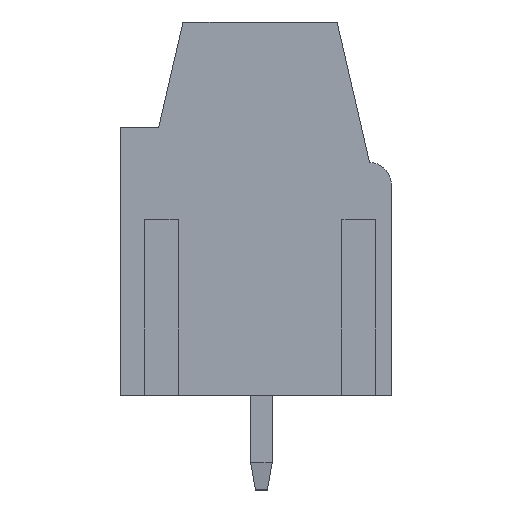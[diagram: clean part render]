
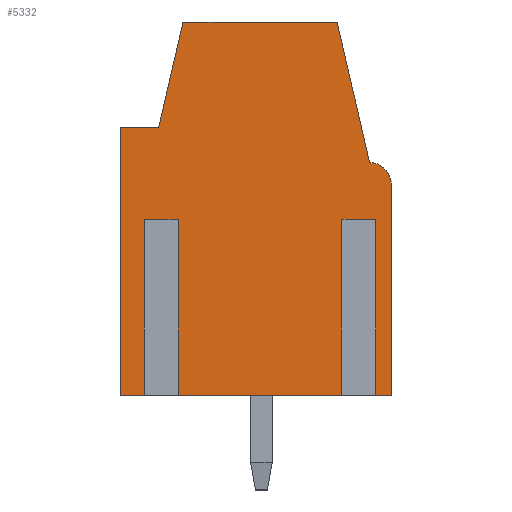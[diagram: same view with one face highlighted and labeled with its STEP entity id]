
A CAD part, left-side view. The second image highlights one B-rep face of the part: STEP entity #5332.
In plain terms, the highlighted planar face has unit normal (-1, 0, 0).
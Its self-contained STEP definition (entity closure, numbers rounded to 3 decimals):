
#5248=AXIS2_PLACEMENT_3D('Plane Axis2P3D',#5245,#5246,#5247) ;
#5278=AXIS2_PLACEMENT_3D('Circle Axis2P3D',#5276,#5277,$) ;
#4041=CARTESIAN_POINT('Vertex',(0.55,10.,13.4)) ;
#4125=CARTESIAN_POINT('Vertex',(0.55,10.,3.5)) ;
#4128=CARTESIAN_POINT('Line Origine',(0.55,10.,8.45)) ;
#4187=CARTESIAN_POINT('Vertex',(0.55,7.7,17.3)) ;
#4236=CARTESIAN_POINT('Vertex',(0.55,8.6,13.4)) ;
#4239=CARTESIAN_POINT('Line Origine',(0.55,8.15,15.35)) ;
#4311=CARTESIAN_POINT('Line Origine',(0.55,9.3,13.4)) ;
#4671=CARTESIAN_POINT('Vertex',(0.55,0.,3.5)) ;
#4674=CARTESIAN_POINT('Line Origine',(0.55,0.447,3.5)) ;
#4678=CARTESIAN_POINT('Vertex',(0.55,0.894,3.5)) ;
#4699=CARTESIAN_POINT('Vertex',(0.55,1.506,3.5)) ;
#4702=CARTESIAN_POINT('Line Origine',(0.55,4.85,3.5)) ;
#4706=CARTESIAN_POINT('Vertex',(0.55,8.194,3.5)) ;
#4727=CARTESIAN_POINT('Vertex',(0.55,8.806,3.5)) ;
#4730=CARTESIAN_POINT('Line Origine',(0.55,9.403,3.5)) ;
#5245=CARTESIAN_POINT('Axis2P3D Location',(0.55,10.,0.)) ;
#5250=CARTESIAN_POINT('Line Origine',(0.55,1.506,6.75)) ;
#5254=CARTESIAN_POINT('Vertex',(0.55,1.506,10.)) ;
#5257=CARTESIAN_POINT('Line Origine',(0.55,1.2,10.)) ;
#5261=CARTESIAN_POINT('Vertex',(0.55,0.894,10.)) ;
#5264=CARTESIAN_POINT('Line Origine',(0.55,0.894,6.75)) ;
#5269=CARTESIAN_POINT('Line Origine',(0.55,0.,7.4)) ;
#5273=CARTESIAN_POINT('Vertex',(0.55,0.,11.3)) ;
#5276=CARTESIAN_POINT('Axis2P3D Location',(0.55,0.8,11.3)) ;
#5280=CARTESIAN_POINT('Vertex',(0.55,0.8,12.1)) ;
#5283=CARTESIAN_POINT('Line Origine',(0.55,1.4,14.7)) ;
#5287=CARTESIAN_POINT('Vertex',(0.55,2.001,17.3)) ;
#5290=CARTESIAN_POINT('Line Origine',(0.55,4.85,17.3)) ;
#5295=CARTESIAN_POINT('Line Origine',(0.55,8.806,6.75)) ;
#5299=CARTESIAN_POINT('Vertex',(0.55,8.806,10.)) ;
#5302=CARTESIAN_POINT('Line Origine',(0.55,8.5,10.)) ;
#5306=CARTESIAN_POINT('Vertex',(0.55,8.194,10.)) ;
#5309=CARTESIAN_POINT('Line Origine',(0.55,8.194,6.75)) ;
#4129=DIRECTION('Vector Direction',(0.,0.,1.)) ;
#4240=DIRECTION('Vector Direction',(0.,-0.225,0.974)) ;
#4312=DIRECTION('Vector Direction',(0.,-1.,0.)) ;
#4675=DIRECTION('Vector Direction',(0.,1.,0.)) ;
#4703=DIRECTION('Vector Direction',(0.,1.,0.)) ;
#4731=DIRECTION('Vector Direction',(0.,1.,0.)) ;
#5246=DIRECTION('Axis2P3D Direction',(1.,0.,0.)) ;
#5247=DIRECTION('Axis2P3D XDirection',(0.,0.,-1.)) ;
#5251=DIRECTION('Vector Direction',(0.,0.,1.)) ;
#5258=DIRECTION('Vector Direction',(0.,1.,0.)) ;
#5265=DIRECTION('Vector Direction',(0.,0.,1.)) ;
#5270=DIRECTION('Vector Direction',(0.,0.,-1.)) ;
#5277=DIRECTION('Axis2P3D Direction',(1.,0.,0.)) ;
#5284=DIRECTION('Vector Direction',(0.,-0.225,-0.974)) ;
#5291=DIRECTION('Vector Direction',(0.,-1.,0.)) ;
#5296=DIRECTION('Vector Direction',(0.,0.,1.)) ;
#5303=DIRECTION('Vector Direction',(0.,1.,0.)) ;
#5310=DIRECTION('Vector Direction',(0.,0.,1.)) ;
#4130=VECTOR('Line Direction',#4129,1.) ;
#4241=VECTOR('Line Direction',#4240,1.) ;
#4313=VECTOR('Line Direction',#4312,1.) ;
#4676=VECTOR('Line Direction',#4675,1.) ;
#4704=VECTOR('Line Direction',#4703,1.) ;
#4732=VECTOR('Line Direction',#4731,1.) ;
#5252=VECTOR('Line Direction',#5251,1.) ;
#5259=VECTOR('Line Direction',#5258,1.) ;
#5266=VECTOR('Line Direction',#5265,1.) ;
#5271=VECTOR('Line Direction',#5270,1.) ;
#5285=VECTOR('Line Direction',#5284,1.) ;
#5292=VECTOR('Line Direction',#5291,1.) ;
#5297=VECTOR('Line Direction',#5296,1.) ;
#5304=VECTOR('Line Direction',#5303,1.) ;
#5311=VECTOR('Line Direction',#5310,1.) ;
#5315=ORIENTED_EDGE('',*,*,#5256,.T.) ;
#5316=ORIENTED_EDGE('',*,*,#5263,.F.) ;
#5317=ORIENTED_EDGE('',*,*,#5268,.F.) ;
#5318=ORIENTED_EDGE('',*,*,#4680,.F.) ;
#5319=ORIENTED_EDGE('',*,*,#5275,.F.) ;
#5320=ORIENTED_EDGE('',*,*,#5282,.F.) ;
#5321=ORIENTED_EDGE('',*,*,#5289,.F.) ;
#5322=ORIENTED_EDGE('',*,*,#5294,.F.) ;
#5323=ORIENTED_EDGE('',*,*,#4243,.F.) ;
#5324=ORIENTED_EDGE('',*,*,#4315,.F.) ;
#5325=ORIENTED_EDGE('',*,*,#4132,.F.) ;
#5326=ORIENTED_EDGE('',*,*,#4734,.F.) ;
#5327=ORIENTED_EDGE('',*,*,#5301,.T.) ;
#5328=ORIENTED_EDGE('',*,*,#5308,.F.) ;
#5329=ORIENTED_EDGE('',*,*,#5313,.F.) ;
#5330=ORIENTED_EDGE('',*,*,#4708,.F.) ;
#5332=ADVANCED_FACE('HOUSING',(#5331),#5249,.F.) ;
#5279=CIRCLE('generated circle',#5278,0.8) ;
#4132=EDGE_CURVE('',#4126,#4042,#4131,.T.) ;
#4243=EDGE_CURVE('',#4237,#4188,#4242,.T.) ;
#4315=EDGE_CURVE('',#4042,#4237,#4314,.T.) ;
#4680=EDGE_CURVE('',#4672,#4679,#4677,.T.) ;
#4708=EDGE_CURVE('',#4700,#4707,#4705,.T.) ;
#4734=EDGE_CURVE('',#4728,#4126,#4733,.T.) ;
#5256=EDGE_CURVE('',#4700,#5255,#5253,.T.) ;
#5263=EDGE_CURVE('',#5262,#5255,#5260,.T.) ;
#5268=EDGE_CURVE('',#4679,#5262,#5267,.T.) ;
#5275=EDGE_CURVE('',#5274,#4672,#5272,.T.) ;
#5282=EDGE_CURVE('',#5281,#5274,#5279,.T.) ;
#5289=EDGE_CURVE('',#5288,#5281,#5286,.T.) ;
#5294=EDGE_CURVE('',#4188,#5288,#5293,.T.) ;
#5301=EDGE_CURVE('',#4728,#5300,#5298,.T.) ;
#5308=EDGE_CURVE('',#5307,#5300,#5305,.T.) ;
#5313=EDGE_CURVE('',#4707,#5307,#5312,.T.) ;
#5314=EDGE_LOOP('',(#5315,#5316,#5317,#5318,#5319,#5320,#5321,#5322,#5323,#5324,#5325,#5326,#5327,#5328,#5329,#5330)) ;
#5331=FACE_OUTER_BOUND('',#5314,.T.) ;
#4131=LINE('Line',#4128,#4130) ;
#4242=LINE('Line',#4239,#4241) ;
#4314=LINE('Line',#4311,#4313) ;
#4677=LINE('Line',#4674,#4676) ;
#4705=LINE('Line',#4702,#4704) ;
#4733=LINE('Line',#4730,#4732) ;
#5253=LINE('Line',#5250,#5252) ;
#5260=LINE('Line',#5257,#5259) ;
#5267=LINE('Line',#5264,#5266) ;
#5272=LINE('Line',#5269,#5271) ;
#5286=LINE('Line',#5283,#5285) ;
#5293=LINE('Line',#5290,#5292) ;
#5298=LINE('Line',#5295,#5297) ;
#5305=LINE('Line',#5302,#5304) ;
#5312=LINE('Line',#5309,#5311) ;
#5249=PLANE('',#5248) ;
#4042=VERTEX_POINT('',#4041) ;
#4126=VERTEX_POINT('',#4125) ;
#4188=VERTEX_POINT('',#4187) ;
#4237=VERTEX_POINT('',#4236) ;
#4672=VERTEX_POINT('',#4671) ;
#4679=VERTEX_POINT('',#4678) ;
#4700=VERTEX_POINT('',#4699) ;
#4707=VERTEX_POINT('',#4706) ;
#4728=VERTEX_POINT('',#4727) ;
#5255=VERTEX_POINT('',#5254) ;
#5262=VERTEX_POINT('',#5261) ;
#5274=VERTEX_POINT('',#5273) ;
#5281=VERTEX_POINT('',#5280) ;
#5288=VERTEX_POINT('',#5287) ;
#5300=VERTEX_POINT('',#5299) ;
#5307=VERTEX_POINT('',#5306) ;
